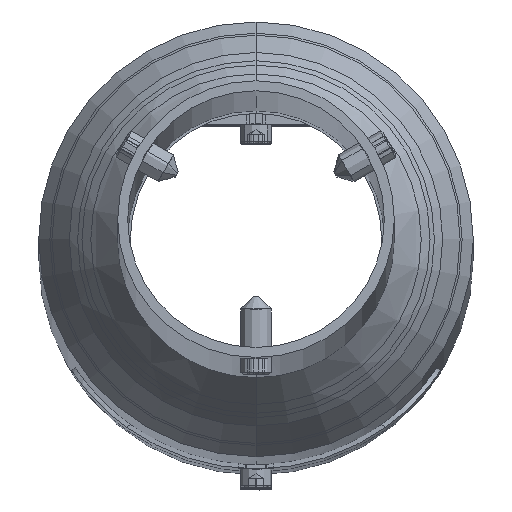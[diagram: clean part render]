
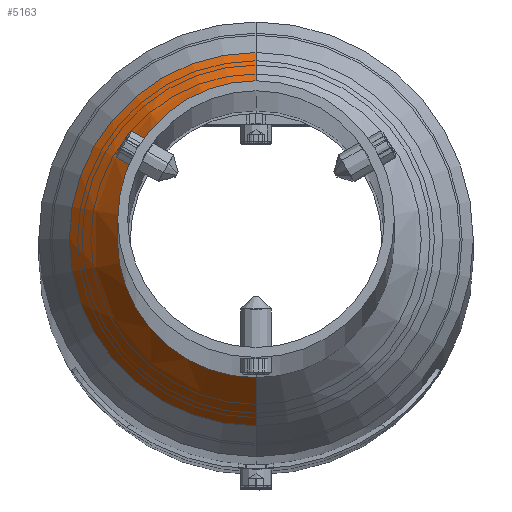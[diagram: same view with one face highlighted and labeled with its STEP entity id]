
A CAD part, top view. The second image highlights one B-rep face of the part: STEP entity #5163.
In plain terms, the highlighted conical face has half-angle 37.865 degrees and reference radius 44.45 mm.
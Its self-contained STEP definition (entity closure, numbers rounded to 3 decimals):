
#16 = CARTESIAN_POINT ( 'NONE',  ( 0., 10., 0. ) ) ;
#124 = EDGE_CURVE ( 'NONE', #1752, #3969, #811, .T. ) ;
#409 = EDGE_CURVE ( 'NONE', #3969, #4681, #1592, .T. ) ;
#811 = LINE ( 'NONE', #1370, #4288 ) ;
#853 = FACE_OUTER_BOUND ( 'NONE', #5673, .T. ) ;
#1151 = CIRCLE ( 'NONE', #2959, 44.45 ) ;
#1161 = DIRECTION ( 'NONE',  ( 0., 0., -1. ) ) ;
#1186 = DIRECTION ( 'NONE',  ( 0., 1., 0. ) ) ;
#1350 = CARTESIAN_POINT ( 'NONE',  ( 0., -10., -60. ) ) ;
#1370 = CARTESIAN_POINT ( 'NONE',  ( 0., 10., -44.45 ) ) ;
#1576 = DIRECTION ( 'NONE',  ( 0., -0.789, 0.614 ) ) ;
#1592 = CIRCLE ( 'NONE', #5079, 60. ) ;
#1681 = DIRECTION ( 'NONE',  ( 0., 0., 1. ) ) ;
#1752 = VERTEX_POINT ( 'NONE', #4964 ) ;
#1976 = EDGE_CURVE ( 'NONE', #4047, #4681, #4948, .T. ) ;
#2105 = ORIENTED_EDGE ( 'NONE', *, *, #3201, .T. ) ;
#2157 = DIRECTION ( 'NONE',  ( 0., -1., 0. ) ) ;
#2794 = CONICAL_SURFACE ( 'NONE', #4083, 44.45, 0.661 ) ;
#2959 = AXIS2_PLACEMENT_3D ( 'NONE', #3597, #2157, #1161 ) ;
#3025 = CARTESIAN_POINT ( 'NONE',  ( 0., 10., 44.45 ) ) ;
#3090 = CARTESIAN_POINT ( 'NONE',  ( 0., 10., 44.45 ) ) ;
#3201 = EDGE_CURVE ( 'NONE', #4047, #1752, #1151, .T. ) ;
#3513 = ORIENTED_EDGE ( 'NONE', *, *, #124, .T. ) ;
#3528 = CARTESIAN_POINT ( 'NONE',  ( 0., -10., 0. ) ) ;
#3597 = CARTESIAN_POINT ( 'NONE',  ( 0., 10., 0. ) ) ;
#3824 = DIRECTION ( 'NONE',  ( 0., -1., 0. ) ) ;
#3969 = VERTEX_POINT ( 'NONE', #1350 ) ;
#4021 = ORIENTED_EDGE ( 'NONE', *, *, #1976, .F. ) ;
#4047 = VERTEX_POINT ( 'NONE', #3025 ) ;
#4062 = VECTOR ( 'NONE', #1576, 1000. ) ;
#4083 = AXIS2_PLACEMENT_3D ( 'NONE', #16, #3824, #5738 ) ;
#4191 = DIRECTION ( 'NONE',  ( 0., -0.789, -0.614 ) ) ;
#4288 = VECTOR ( 'NONE', #4191, 1000. ) ;
#4681 = VERTEX_POINT ( 'NONE', #6003 ) ;
#4948 = LINE ( 'NONE', #3090, #4062 ) ;
#4964 = CARTESIAN_POINT ( 'NONE',  ( 0., 10., -44.45 ) ) ;
#5079 = AXIS2_PLACEMENT_3D ( 'NONE', #3528, #1186, #1681 ) ;
#5163 = ADVANCED_FACE ( 'NONE', ( #853 ), #2794, .T. ) ;
#5673 = EDGE_LOOP ( 'NONE', ( #4021, #2105, #3513, #6175 ) ) ;
#5738 = DIRECTION ( 'NONE',  ( 0., 0., -1. ) ) ;
#6003 = CARTESIAN_POINT ( 'NONE',  ( 0., -10., 60. ) ) ;
#6175 = ORIENTED_EDGE ( 'NONE', *, *, #409, .T. ) ;
